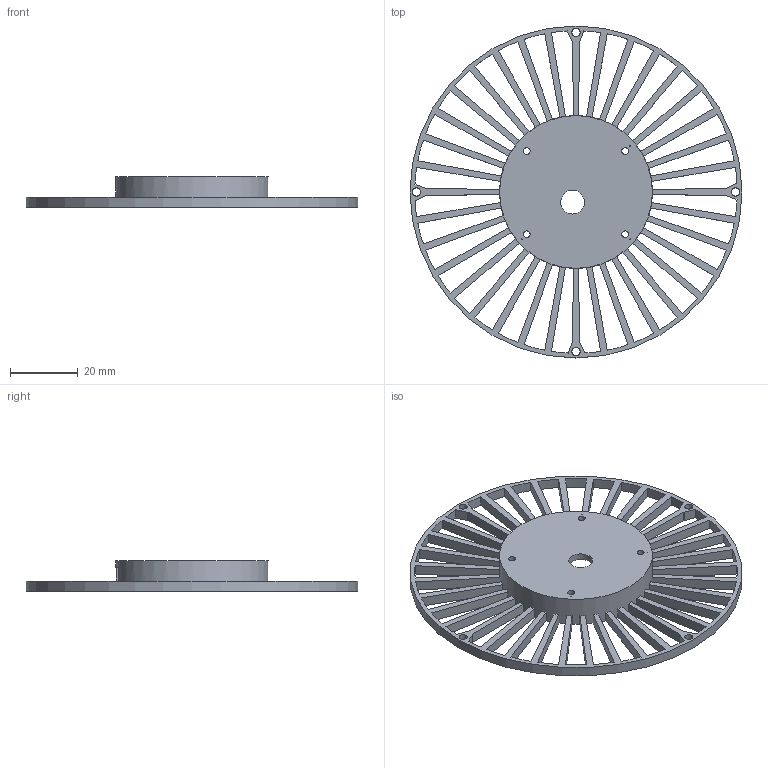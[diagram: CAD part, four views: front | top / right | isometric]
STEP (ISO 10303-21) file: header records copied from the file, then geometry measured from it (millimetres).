
FILE_DESCRIPTION(/* description */ (''),/* implementation_level */ '2;1');
FILE_NAME(/* name */ 'bottom_normal v9.step',/* time_stamp */ '2025-05-04T00:26:42+08:00',/* author */ (''),/* organization */ (''),/* preprocessor_version */ 'ST-DEVELOPER v20.1',/* originating_system */ 'Autodesk Translation Framework v14.4.0.0',/* authorisation */ '');
FILE_SCHEMA (('AUTOMOTIVE_DESIGN { 1 0 10303 214 3 1 1 }'));
Length unit declared in the file: millimetre
Products named in the file (1): bottom_normal
Bounding box: 97.8 x 97.8 x 9 mm (x, y, z)
Volume: 10386.3 mm3; surface area: 16782.7 mm2
Topology: 1 solids, 1 shells, 165 faces, 579 edges, 386 vertices
Faces by surface type: plane 108, cylinder 57
Full cylindrical faces by diameter (mm): 2 x4, 2.4 x4, 3 x2, 4 x4, 5 x2, 7 x1, 43 x1, 45 x1, 97.8 x1
Entity records: 6516 total; most frequent: ORIENTED_EDGE 1158, CARTESIAN_POINT 1131, DIRECTION 1105, EDGE_CURVE 579, VERTEX_POINT 386, LINE 385, VECTOR 385, AXIS2_PLACEMENT_3D 360
